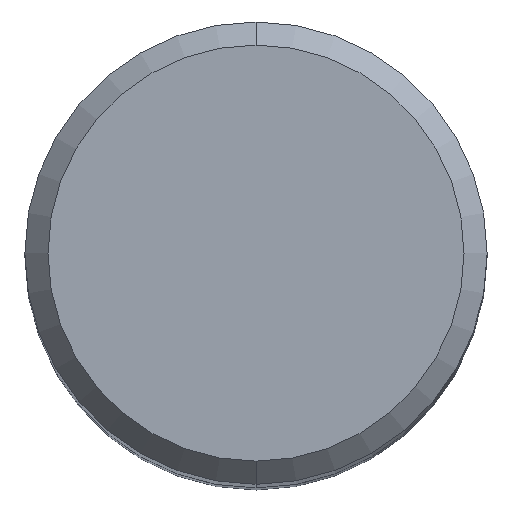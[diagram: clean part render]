
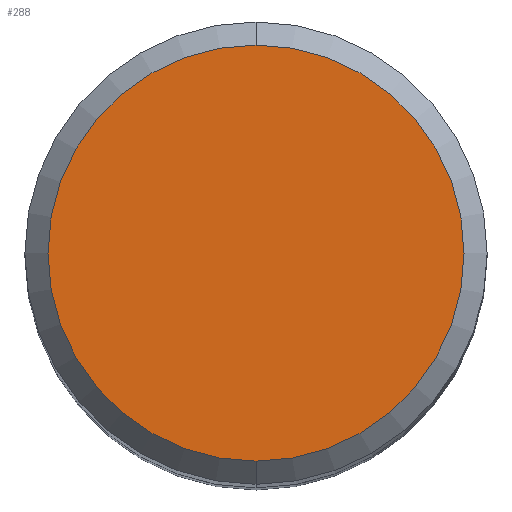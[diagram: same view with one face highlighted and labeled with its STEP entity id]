
A CAD part, top view. The second image highlights one B-rep face of the part: STEP entity #288.
In plain terms, the highlighted planar face has unit normal (0, 0, 1).
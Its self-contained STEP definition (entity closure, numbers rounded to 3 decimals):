
#274=VERTEX_POINT('',#584);
#288=ADVANCED_FACE('',(#600),#601,.T.);
#302=EDGE_CURVE('',#274,#418,#618,.T.);
#418=VERTEX_POINT('',#744);
#432=EDGE_CURVE('',#418,#274,#761,.T.);
#584=CARTESIAN_POINT('',(0.,-7.2,0.0));
#600=FACE_OUTER_BOUND('',#1027,.T.);
#601=PLANE('',#1028);
#618=CIRCLE('',#1051,7.2);
#744=CARTESIAN_POINT('',(0.0,7.2,0.0));
#761=CIRCLE('',#1419,7.2);
#1027=EDGE_LOOP('',(#1618,#1619));
#1028=AXIS2_PLACEMENT_3D('',#1620,#1621,#1622);
#1051=AXIS2_PLACEMENT_3D('',#1644,#1645,#1646);
#1419=AXIS2_PLACEMENT_3D('',#1810,#1811,#1812);
#1618=ORIENTED_EDGE('',*,*,#432,.F.);
#1619=ORIENTED_EDGE('',*,*,#302,.F.);
#1620=CARTESIAN_POINT('',(0.0,3.6,0.0));
#1621=DIRECTION('',(-0.0,0.0,1.0));
#1622=DIRECTION('',(0.0,-1.0,0.0));
#1644=CARTESIAN_POINT('',(0.0,0.0,0.0));
#1645=DIRECTION('',(0.0,0.0,-1.0));
#1646=DIRECTION('',(0.0,1.0,0.0));
#1810=CARTESIAN_POINT('',(0.0,0.0,0.0));
#1811=DIRECTION('',(0.0,0.0,-1.0));
#1812=DIRECTION('',(0.0,1.0,0.0));
